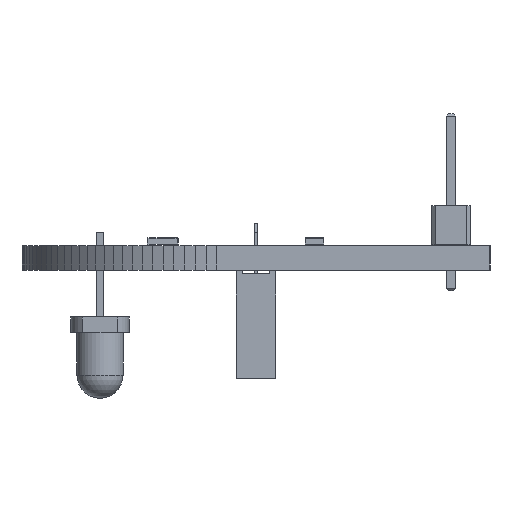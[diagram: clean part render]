
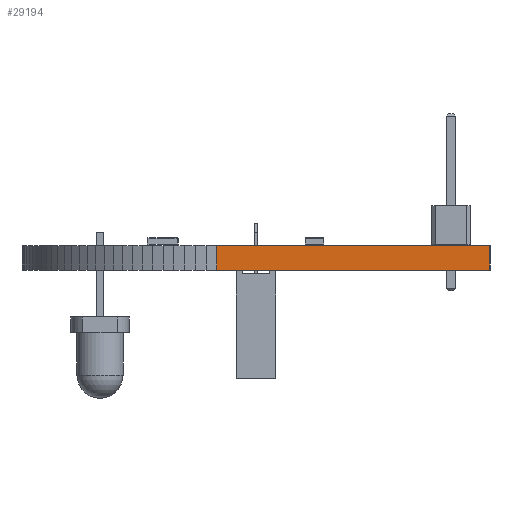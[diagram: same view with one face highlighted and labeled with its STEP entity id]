
A CAD part, left-side view. The second image highlights one B-rep face of the part: STEP entity #29194.
In plain terms, the highlighted planar face has unit normal (-1, 0, 0).
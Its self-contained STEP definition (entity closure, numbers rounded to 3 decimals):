
#22312 = PLANE('',#22313);
#22313 = AXIS2_PLACEMENT_3D('',#22314,#22315,#22316);
#22314 = CARTESIAN_POINT('',(0.,-0.622,1.6));
#22315 = DIRECTION('',(-0.,-0.,-1.));
#22316 = DIRECTION('',(-1.,0.,0.));
#22366 = PLANE('',#22367);
#22367 = AXIS2_PLACEMENT_3D('',#22368,#22369,#22370);
#22368 = CARTESIAN_POINT('',(0.,-0.622,0.));
#22369 = DIRECTION('',(-0.,-0.,-1.));
#22370 = DIRECTION('',(-1.,0.,0.));
#23259 = VERTEX_POINT('',#23260);
#23260 = CARTESIAN_POINT('',(-63.5,-15.24,0.));
#23274 = PLANE('',#23275);
#23275 = AXIS2_PLACEMENT_3D('',#23276,#23277,#23278);
#23276 = CARTESIAN_POINT('',(63.5,-15.24,0.));
#23277 = DIRECTION('',(0.,-1.,0.));
#23278 = DIRECTION('',(-1.,0.,0.));
#23286 = EDGE_CURVE('',#23259,#23287,#23289,.T.);
#23287 = VERTEX_POINT('',#23288);
#23288 = CARTESIAN_POINT('',(-63.5,2.54,0.));
#23289 = SURFACE_CURVE('',#23290,(#23294,#23301),.PCURVE_S1.);
#23290 = LINE('',#23291,#23292);
#23291 = CARTESIAN_POINT('',(-63.5,-15.24,0.));
#23292 = VECTOR('',#23293,1.);
#23293 = DIRECTION('',(0.,1.,0.));
#23294 = PCURVE('',#22366,#23295);
#23295 = DEFINITIONAL_REPRESENTATION('',(#23296),#23300);
#23296 = LINE('',#23297,#23298);
#23297 = CARTESIAN_POINT('',(63.5,-14.618));
#23298 = VECTOR('',#23299,1.);
#23299 = DIRECTION('',(0.,1.));
#23300 = ( GEOMETRIC_REPRESENTATION_CONTEXT(2) 
PARAMETRIC_REPRESENTATION_CONTEXT() REPRESENTATION_CONTEXT('2D SPACE',''
  ) );
#23301 = PCURVE('',#23302,#23307);
#23302 = PLANE('',#23303);
#23303 = AXIS2_PLACEMENT_3D('',#23304,#23305,#23306);
#23304 = CARTESIAN_POINT('',(-63.5,-15.24,0.));
#23305 = DIRECTION('',(-1.,0.,0.));
#23306 = DIRECTION('',(0.,1.,0.));
#23307 = DEFINITIONAL_REPRESENTATION('',(#23308),#23312);
#23308 = LINE('',#23309,#23310);
#23309 = CARTESIAN_POINT('',(0.,0.));
#23310 = VECTOR('',#23311,1.);
#23311 = DIRECTION('',(1.,0.));
#23312 = ( GEOMETRIC_REPRESENTATION_CONTEXT(2) 
PARAMETRIC_REPRESENTATION_CONTEXT() REPRESENTATION_CONTEXT('2D SPACE',''
  ) );
#23330 = PLANE('',#23331);
#23331 = AXIS2_PLACEMENT_3D('',#23332,#23333,#23334);
#23332 = CARTESIAN_POINT('',(-63.5,2.54,0.));
#23333 = DIRECTION('',(-1.,0.028,0.));
#23334 = DIRECTION('',(0.028,1.,0.));
#25949 = VERTEX_POINT('',#25950);
#25950 = CARTESIAN_POINT('',(-63.5,-15.24,1.6));
#25971 = EDGE_CURVE('',#25949,#25972,#25974,.T.);
#25972 = VERTEX_POINT('',#25973);
#25973 = CARTESIAN_POINT('',(-63.5,2.54,1.6));
#25974 = SURFACE_CURVE('',#25975,(#25979,#25986),.PCURVE_S1.);
#25975 = LINE('',#25976,#25977);
#25976 = CARTESIAN_POINT('',(-63.5,-15.24,1.6));
#25977 = VECTOR('',#25978,1.);
#25978 = DIRECTION('',(0.,1.,0.));
#25979 = PCURVE('',#22312,#25980);
#25980 = DEFINITIONAL_REPRESENTATION('',(#25981),#25985);
#25981 = LINE('',#25982,#25983);
#25982 = CARTESIAN_POINT('',(63.5,-14.618));
#25983 = VECTOR('',#25984,1.);
#25984 = DIRECTION('',(0.,1.));
#25985 = ( GEOMETRIC_REPRESENTATION_CONTEXT(2) 
PARAMETRIC_REPRESENTATION_CONTEXT() REPRESENTATION_CONTEXT('2D SPACE',''
  ) );
#25986 = PCURVE('',#23302,#25987);
#25987 = DEFINITIONAL_REPRESENTATION('',(#25988),#25992);
#25988 = LINE('',#25989,#25990);
#25989 = CARTESIAN_POINT('',(0.,-1.6));
#25990 = VECTOR('',#25991,1.);
#25991 = DIRECTION('',(1.,0.));
#25992 = ( GEOMETRIC_REPRESENTATION_CONTEXT(2) 
PARAMETRIC_REPRESENTATION_CONTEXT() REPRESENTATION_CONTEXT('2D SPACE',''
  ) );
#29146 = EDGE_CURVE('',#23259,#25949,#29147,.T.);
#29147 = SURFACE_CURVE('',#29148,(#29152,#29159),.PCURVE_S1.);
#29148 = LINE('',#29149,#29150);
#29149 = CARTESIAN_POINT('',(-63.5,-15.24,0.));
#29150 = VECTOR('',#29151,1.);
#29151 = DIRECTION('',(0.,0.,1.));
#29152 = PCURVE('',#23274,#29153);
#29153 = DEFINITIONAL_REPRESENTATION('',(#29154),#29158);
#29154 = LINE('',#29155,#29156);
#29155 = CARTESIAN_POINT('',(127.,0.));
#29156 = VECTOR('',#29157,1.);
#29157 = DIRECTION('',(0.,-1.));
#29158 = ( GEOMETRIC_REPRESENTATION_CONTEXT(2) 
PARAMETRIC_REPRESENTATION_CONTEXT() REPRESENTATION_CONTEXT('2D SPACE',''
  ) );
#29159 = PCURVE('',#23302,#29160);
#29160 = DEFINITIONAL_REPRESENTATION('',(#29161),#29165);
#29161 = LINE('',#29162,#29163);
#29162 = CARTESIAN_POINT('',(0.,0.));
#29163 = VECTOR('',#29164,1.);
#29164 = DIRECTION('',(0.,-1.));
#29165 = ( GEOMETRIC_REPRESENTATION_CONTEXT(2) 
PARAMETRIC_REPRESENTATION_CONTEXT() REPRESENTATION_CONTEXT('2D SPACE',''
  ) );
#29194 = ADVANCED_FACE('',(#29195),#23302,.T.);
#29195 = FACE_BOUND('',#29196,.T.);
#29196 = EDGE_LOOP('',(#29197,#29198,#29199,#29220));
#29197 = ORIENTED_EDGE('',*,*,#29146,.T.);
#29198 = ORIENTED_EDGE('',*,*,#25971,.T.);
#29199 = ORIENTED_EDGE('',*,*,#29200,.F.);
#29200 = EDGE_CURVE('',#23287,#25972,#29201,.T.);
#29201 = SURFACE_CURVE('',#29202,(#29206,#29213),.PCURVE_S1.);
#29202 = LINE('',#29203,#29204);
#29203 = CARTESIAN_POINT('',(-63.5,2.54,0.));
#29204 = VECTOR('',#29205,1.);
#29205 = DIRECTION('',(0.,0.,1.));
#29206 = PCURVE('',#23302,#29207);
#29207 = DEFINITIONAL_REPRESENTATION('',(#29208),#29212);
#29208 = LINE('',#29209,#29210);
#29209 = CARTESIAN_POINT('',(17.78,0.));
#29210 = VECTOR('',#29211,1.);
#29211 = DIRECTION('',(0.,-1.));
#29212 = ( GEOMETRIC_REPRESENTATION_CONTEXT(2) 
PARAMETRIC_REPRESENTATION_CONTEXT() REPRESENTATION_CONTEXT('2D SPACE',''
  ) );
#29213 = PCURVE('',#23330,#29214);
#29214 = DEFINITIONAL_REPRESENTATION('',(#29215),#29219);
#29215 = LINE('',#29216,#29217);
#29216 = CARTESIAN_POINT('',(0.,0.));
#29217 = VECTOR('',#29218,1.);
#29218 = DIRECTION('',(0.,-1.));
#29219 = ( GEOMETRIC_REPRESENTATION_CONTEXT(2) 
PARAMETRIC_REPRESENTATION_CONTEXT() REPRESENTATION_CONTEXT('2D SPACE',''
  ) );
#29220 = ORIENTED_EDGE('',*,*,#23286,.F.);
